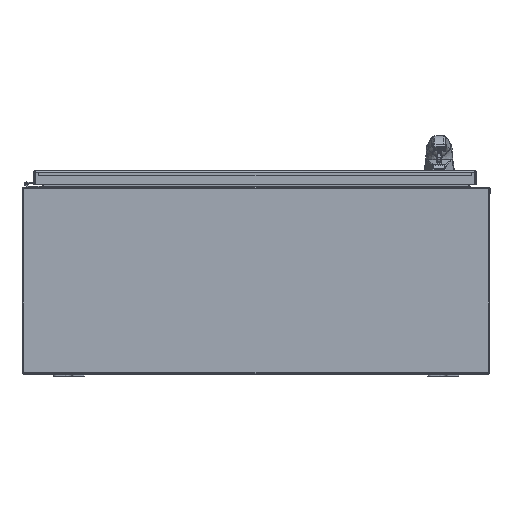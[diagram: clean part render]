
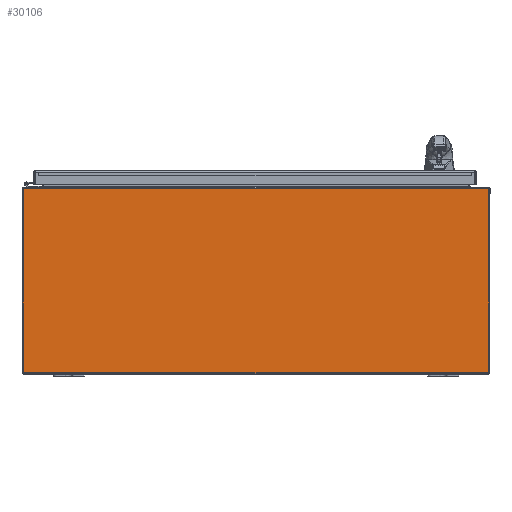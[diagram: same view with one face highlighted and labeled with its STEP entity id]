
A CAD part, front view. The second image highlights one B-rep face of the part: STEP entity #30106.
In plain terms, the highlighted planar face has unit normal (0, -1, 0).
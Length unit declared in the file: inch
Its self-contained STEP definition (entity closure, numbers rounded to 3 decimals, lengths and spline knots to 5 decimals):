
#2338 = CARTESIAN_POINT ( 'NONE',  ( 14.93789, -18., 0.06211 ) ) ;
#3150 = AXIS2_PLACEMENT_3D ( 'NONE', #31582, #105289, #39053 ) ;
#4514 = VECTOR ( 'NONE', #20164, 39.37008 ) ;
#6628 = CIRCLE ( 'NONE', #10594, 0.07 ) ;
#8126 = DIRECTION ( 'NONE',  ( 0., 0., -1. ) ) ;
#9628 = VECTOR ( 'NONE', #114479, 39.37008 ) ;
#10594 = AXIS2_PLACEMENT_3D ( 'NONE', #28028, #27869, #27763 ) ;
#11774 = DIRECTION ( 'NONE',  ( 1., 0., 0. ) ) ;
#12307 = ORIENTED_EDGE ( 'NONE', *, *, #23766, .T. ) ;
#13101 = VERTEX_POINT ( 'NONE', #79251 ) ;
#13150 = VECTOR ( 'NONE', #52799, 39.37008 ) ;
#14227 = CARTESIAN_POINT ( 'NONE',  ( 14.963, -18., 11.89475 ) ) ;
#16090 = EDGE_LOOP ( 'NONE', ( #55429, #117483, #75573, #47658, #12307, #87750, #83387, #65950 ) ) ;
#18736 = CARTESIAN_POINT ( 'NONE',  ( -14.963, -18., 11.89475 ) ) ;
#18749 = CIRCLE ( 'NONE', #59999, 0.07 ) ;
#19388 = EDGE_CURVE ( 'NONE', #115588, #42639, #32523, .T. ) ;
#20164 = DIRECTION ( 'NONE',  ( -1., 0., 0. ) ) ;
#21260 = VERTEX_POINT ( 'NONE', #18736 ) ;
#23656 = VECTOR ( 'NONE', #99568, 39.37008 ) ;
#23766 = EDGE_CURVE ( 'NONE', #36519, #13101, #6628, .T. ) ;
#27763 = DIRECTION ( 'NONE',  ( 1., 0., 0. ) ) ;
#27869 = DIRECTION ( 'NONE',  ( 0., 1., 0. ) ) ;
#28028 = CARTESIAN_POINT ( 'NONE',  ( -14.93789, -18., 0.06211 ) ) ;
#30106 = ADVANCED_FACE ( 'NONE', ( #54078 ), #103196, .F. ) ;
#31582 = CARTESIAN_POINT ( 'NONE',  ( 0., -18., 6.00948 ) ) ;
#32523 = LINE ( 'NONE', #14227, #4514 ) ;
#33732 = CARTESIAN_POINT ( 'NONE',  ( -14.963, -18., 0.12745 ) ) ;
#35550 = EDGE_CURVE ( 'NONE', #13101, #104560, #83121, .T. ) ;
#36519 = VERTEX_POINT ( 'NONE', #47647 ) ;
#39053 = DIRECTION ( 'NONE',  ( 1., 0., 0. ) ) ;
#42639 = VERTEX_POINT ( 'NONE', #107758 ) ;
#47647 = CARTESIAN_POINT ( 'NONE',  ( -14.963, -18., 0.12745 ) ) ;
#47658 = ORIENTED_EDGE ( 'NONE', *, *, #89738, .F. ) ;
#48827 = LINE ( 'NONE', #80304, #23656 ) ;
#52799 = DIRECTION ( 'NONE',  ( 0., 0., 1. ) ) ;
#53852 = CARTESIAN_POINT ( 'NONE',  ( -14.91495, -18., 11.89475 ) ) ;
#54078 = FACE_OUTER_BOUND ( 'NONE', #16090, .T. ) ;
#54298 = CARTESIAN_POINT ( 'NONE',  ( 14.88277, -18., 0.10525 ) ) ;
#55429 = ORIENTED_EDGE ( 'NONE', *, *, #19388, .T. ) ;
#56547 = EDGE_CURVE ( 'NONE', #87801, #21260, #48827, .T. ) ;
#57237 = CARTESIAN_POINT ( 'NONE',  ( 14.91495, -18., 11.89475 ) ) ;
#59999 = AXIS2_PLACEMENT_3D ( 'NONE', #2338, #68430, #11774 ) ;
#63505 = LINE ( 'NONE', #33732, #13150 ) ;
#64741 = CARTESIAN_POINT ( 'NONE',  ( 14.963, -18., 11.89475 ) ) ;
#65950 = ORIENTED_EDGE ( 'NONE', *, *, #92643, .F. ) ;
#68430 = DIRECTION ( 'NONE',  ( 0., 1., 0. ) ) ;
#75573 = ORIENTED_EDGE ( 'NONE', *, *, #56547, .T. ) ;
#79251 = CARTESIAN_POINT ( 'NONE',  ( -14.88277, -18., 0.10525 ) ) ;
#80304 = CARTESIAN_POINT ( 'NONE',  ( -14.91495, -18., 11.89475 ) ) ;
#80967 = EDGE_CURVE ( 'NONE', #104560, #117199, #18749, .T. ) ;
#83121 = LINE ( 'NONE', #116356, #102586 ) ;
#83387 = ORIENTED_EDGE ( 'NONE', *, *, #80967, .T. ) ;
#85228 = LINE ( 'NONE', #57237, #9628 ) ;
#87571 = VECTOR ( 'NONE', #8126, 39.37008 ) ;
#87750 = ORIENTED_EDGE ( 'NONE', *, *, #35550, .T. ) ;
#87801 = VERTEX_POINT ( 'NONE', #53852 ) ;
#87969 = CARTESIAN_POINT ( 'NONE',  ( 14.963, -18., 0.12745 ) ) ;
#89738 = EDGE_CURVE ( 'NONE', #36519, #21260, #63505, .T. ) ;
#90588 = LINE ( 'NONE', #64741, #87571 ) ;
#92290 = CARTESIAN_POINT ( 'NONE',  ( 14.963, -18., 11.89475 ) ) ;
#92643 = EDGE_CURVE ( 'NONE', #115588, #117199, #90588, .T. ) ;
#99568 = DIRECTION ( 'NONE',  ( -1., 0., 0. ) ) ;
#102586 = VECTOR ( 'NONE', #110549, 39.37008 ) ;
#103196 = PLANE ( 'NONE',  #3150 ) ;
#104560 = VERTEX_POINT ( 'NONE', #54298 ) ;
#105289 = DIRECTION ( 'NONE',  ( 0., 1., 0. ) ) ;
#107758 = CARTESIAN_POINT ( 'NONE',  ( 14.91495, -18., 11.89475 ) ) ;
#110549 = DIRECTION ( 'NONE',  ( 1., 0., 0. ) ) ;
#114479 = DIRECTION ( 'NONE',  ( -1., 0., 0. ) ) ;
#115588 = VERTEX_POINT ( 'NONE', #92290 ) ;
#116356 = CARTESIAN_POINT ( 'NONE',  ( -14.88277, -18., 0.10525 ) ) ;
#117199 = VERTEX_POINT ( 'NONE', #87969 ) ;
#117483 = ORIENTED_EDGE ( 'NONE', *, *, #121375, .T. ) ;
#121375 = EDGE_CURVE ( 'NONE', #42639, #87801, #85228, .T. ) ;
